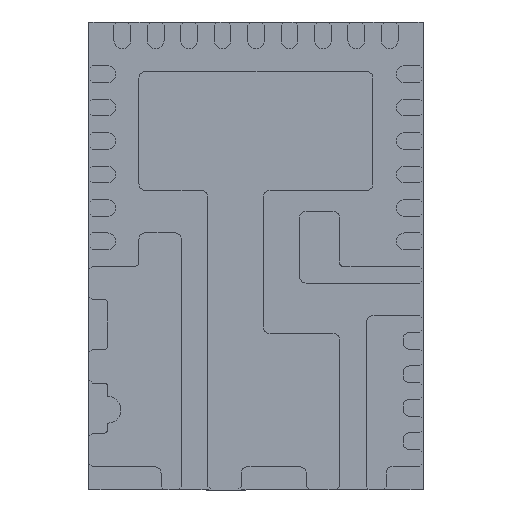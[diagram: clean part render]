
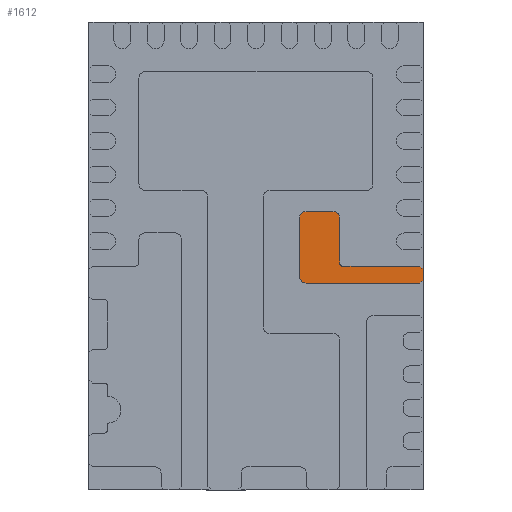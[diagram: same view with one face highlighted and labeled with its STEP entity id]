
A CAD part, front view. The second image highlights one B-rep face of the part: STEP entity #1612.
In plain terms, the highlighted planar face has unit normal (0, -1, 0).
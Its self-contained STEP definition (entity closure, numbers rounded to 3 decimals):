
#419 = ORIENTED_EDGE ( 'NONE', *, *, #12034, .F. ) ;
#504 = ORIENTED_EDGE ( 'NONE', *, *, #7068, .F. ) ;
#576 = VERTEX_POINT ( 'NONE', #14693 ) ;
#1023 = EDGE_CURVE ( 'NONE', #3262, #1441, #11676, .T. ) ;
#1198 = DIRECTION ( 'NONE',  ( 0.707, 0., -0.707 ) ) ;
#1434 = DIRECTION ( 'NONE',  ( 0., 0., 1. ) ) ;
#1441 = VERTEX_POINT ( 'NONE', #6038 ) ;
#1612 = ADVANCED_FACE ( 'NONE', ( #16553 ), #6852, .F. ) ;
#1987 = CARTESIAN_POINT ( 'NONE',  ( 1.3, 0., -0.155 ) ) ;
#2988 = CARTESIAN_POINT ( 'NONE',  ( 2.5, 0., -0.18 ) ) ;
#3262 = VERTEX_POINT ( 'NONE', #8876 ) ;
#3277 = EDGE_CURVE ( 'NONE', #12557, #15794, #13181, .T. ) ;
#3298 = DIRECTION ( 'NONE',  ( 0., 0., 1. ) ) ;
#3304 = DIRECTION ( 'NONE',  ( 0., -1., 0. ) ) ;
#3330 = LINE ( 'NONE', #5852, #5245 ) ;
#3482 = DIRECTION ( 'NONE',  ( -1., 0., 0. ) ) ;
#3499 = VERTEX_POINT ( 'NONE', #6283 ) ;
#3530 = CARTESIAN_POINT ( 'NONE',  ( 1.3, 0., -0.105 ) ) ;
#3613 = ORIENTED_EDGE ( 'NONE', *, *, #17300, .F. ) ;
#3621 = AXIS2_PLACEMENT_3D ( 'NONE', #10221, #20729, #1434 ) ;
#3651 = VERTEX_POINT ( 'NONE', #20458 ) ;
#3916 = LINE ( 'NONE', #11677, #17311 ) ;
#4474 = CARTESIAN_POINT ( 'NONE',  ( 0.65, 0., -0.305 ) ) ;
#4516 = ORIENTED_EDGE ( 'NONE', *, *, #16238, .F. ) ;
#4544 = ORIENTED_EDGE ( 'NONE', *, *, #3277, .F. ) ;
#4563 = VECTOR ( 'NONE', #14443, 1000. ) ;
#5129 = CARTESIAN_POINT ( 'NONE',  ( 2.475, 0., -0.18 ) ) ;
#5245 = VECTOR ( 'NONE', #19969, 1000. ) ;
#5524 = EDGE_CURVE ( 'NONE', #1441, #3651, #20435, .T. ) ;
#5834 = DIRECTION ( 'NONE',  ( 0., 0., 1. ) ) ;
#5852 = CARTESIAN_POINT ( 'NONE',  ( 2.475, 0., -0.18 ) ) ;
#5912 = CIRCLE ( 'NONE', #12401, 0.1 ) ;
#6038 = CARTESIAN_POINT ( 'NONE',  ( 2.475, 0., -0.38 ) ) ;
#6059 = CARTESIAN_POINT ( 'NONE',  ( 0.65, 0., 0.565 ) ) ;
#6185 = ORIENTED_EDGE ( 'NONE', *, *, #10178, .F. ) ;
#6198 = AXIS2_PLACEMENT_3D ( 'NONE', #3530, #3304, #15537 ) ;
#6283 = CARTESIAN_POINT ( 'NONE',  ( 1.25, 0., 0.565 ) ) ;
#6421 = VECTOR ( 'NONE', #12845, 1000. ) ;
#6459 = DIRECTION ( 'NONE',  ( 0., 0., 1. ) ) ;
#6852 = PLANE ( 'NONE',  #3621 ) ;
#7068 = EDGE_CURVE ( 'NONE', #3499, #20182, #20069, .T. ) ;
#7347 = VECTOR ( 'NONE', #12229, 1000. ) ;
#7773 = VECTOR ( 'NONE', #3482, 1000. ) ;
#8044 = CARTESIAN_POINT ( 'NONE',  ( 2.45, 0., -0.155 ) ) ;
#8262 = ORIENTED_EDGE ( 'NONE', *, *, #1023, .F. ) ;
#8321 = LINE ( 'NONE', #15488, #7773 ) ;
#8367 = CARTESIAN_POINT ( 'NONE',  ( 0.75, 0., -0.305 ) ) ;
#8610 = ORIENTED_EDGE ( 'NONE', *, *, #19906, .F. ) ;
#8638 = CARTESIAN_POINT ( 'NONE',  ( 1.15, 0., 0.565 ) ) ;
#8767 = LINE ( 'NONE', #1987, #10158 ) ;
#8876 = CARTESIAN_POINT ( 'NONE',  ( 2.5, 0., -0.38 ) ) ;
#9036 = VERTEX_POINT ( 'NONE', #2988 ) ;
#10158 = VECTOR ( 'NONE', #19320, 1000. ) ;
#10178 = EDGE_CURVE ( 'NONE', #576, #17234, #12327, .T. ) ;
#10221 = CARTESIAN_POINT ( 'NONE',  ( 0.75, 0., -0.305 ) ) ;
#10282 = LINE ( 'NONE', #22388, #12209 ) ;
#10331 = DIRECTION ( 'NONE',  ( 0., 1., 0. ) ) ;
#10670 = CARTESIAN_POINT ( 'NONE',  ( 2.475, 0., -0.38 ) ) ;
#11287 = VERTEX_POINT ( 'NONE', #5129 ) ;
#11466 = CARTESIAN_POINT ( 'NONE',  ( 1.25, 0., -0.105 ) ) ;
#11676 = LINE ( 'NONE', #16036, #4563 ) ;
#11677 = CARTESIAN_POINT ( 'NONE',  ( 2.45, 0., -0.155 ) ) ;
#11870 = CARTESIAN_POINT ( 'NONE',  ( 0.75, 0., 0.665 ) ) ;
#11980 = DIRECTION ( 'NONE',  ( 0., 0., -1. ) ) ;
#12034 = EDGE_CURVE ( 'NONE', #3651, #576, #8321, .T. ) ;
#12205 = VECTOR ( 'NONE', #20961, 1000. ) ;
#12209 = VECTOR ( 'NONE', #11980, 1000. ) ;
#12229 = DIRECTION ( 'NONE',  ( -0.707, 0., -0.707 ) ) ;
#12255 = ORIENTED_EDGE ( 'NONE', *, *, #13691, .F. ) ;
#12327 = CIRCLE ( 'NONE', #13594, 0.1 ) ;
#12401 = AXIS2_PLACEMENT_3D ( 'NONE', #8638, #10331, #3298 ) ;
#12471 = CARTESIAN_POINT ( 'NONE',  ( 0.75, 0., 0.665 ) ) ;
#12557 = VERTEX_POINT ( 'NONE', #6059 ) ;
#12733 = AXIS2_PLACEMENT_3D ( 'NONE', #14325, #13016, #5834 ) ;
#12845 = DIRECTION ( 'NONE',  ( 0., 0., -1. ) ) ;
#12847 = CARTESIAN_POINT ( 'NONE',  ( 1.15, 0., 0.665 ) ) ;
#13016 = DIRECTION ( 'NONE',  ( 0., 1., 0. ) ) ;
#13046 = VERTEX_POINT ( 'NONE', #12847 ) ;
#13181 = CIRCLE ( 'NONE', #12733, 0.1 ) ;
#13284 = LINE ( 'NONE', #11870, #17917 ) ;
#13525 = CARTESIAN_POINT ( 'NONE',  ( 1.3, 0., -0.155 ) ) ;
#13594 = AXIS2_PLACEMENT_3D ( 'NONE', #8367, #20710, #6459 ) ;
#13654 = CIRCLE ( 'NONE', #6198, 0.05 ) ;
#13691 = EDGE_CURVE ( 'NONE', #11287, #9036, #3330, .T. ) ;
#14204 = ORIENTED_EDGE ( 'NONE', *, *, #17434, .F. ) ;
#14325 = CARTESIAN_POINT ( 'NONE',  ( 0.75, 0., 0.565 ) ) ;
#14443 = DIRECTION ( 'NONE',  ( -1., 0., 0. ) ) ;
#14693 = CARTESIAN_POINT ( 'NONE',  ( 0.75, 0., -0.405 ) ) ;
#15388 = EDGE_LOOP ( 'NONE', ( #8262, #15611, #12255, #22151, #8610, #15739, #504, #14204, #3613, #4544, #4516, #6185, #419, #15786 ) ) ;
#15488 = CARTESIAN_POINT ( 'NONE',  ( 2.45, 0., -0.405 ) ) ;
#15537 = DIRECTION ( 'NONE',  ( 0., 0., 1. ) ) ;
#15555 = VERTEX_POINT ( 'NONE', #8044 ) ;
#15611 = ORIENTED_EDGE ( 'NONE', *, *, #16808, .F. ) ;
#15739 = ORIENTED_EDGE ( 'NONE', *, *, #20944, .F. ) ;
#15786 = ORIENTED_EDGE ( 'NONE', *, *, #5524, .F. ) ;
#15794 = VERTEX_POINT ( 'NONE', #12471 ) ;
#16028 = LINE ( 'NONE', #20880, #12205 ) ;
#16036 = CARTESIAN_POINT ( 'NONE',  ( 2.5, 0., -0.38 ) ) ;
#16238 = EDGE_CURVE ( 'NONE', #17234, #12557, #16028, .T. ) ;
#16553 = FACE_OUTER_BOUND ( 'NONE', #15388, .T. ) ;
#16808 = EDGE_CURVE ( 'NONE', #9036, #3262, #10282, .T. ) ;
#17234 = VERTEX_POINT ( 'NONE', #4474 ) ;
#17300 = EDGE_CURVE ( 'NONE', #15794, #13046, #13284, .T. ) ;
#17311 = VECTOR ( 'NONE', #1198, 1000. ) ;
#17434 = EDGE_CURVE ( 'NONE', #13046, #3499, #5912, .T. ) ;
#17917 = VECTOR ( 'NONE', #22141, 1000. ) ;
#17953 = CARTESIAN_POINT ( 'NONE',  ( 1.25, 0., 0.565 ) ) ;
#18484 = VERTEX_POINT ( 'NONE', #13525 ) ;
#19102 = EDGE_CURVE ( 'NONE', #15555, #11287, #3916, .T. ) ;
#19320 = DIRECTION ( 'NONE',  ( 1., 0., 0. ) ) ;
#19906 = EDGE_CURVE ( 'NONE', #18484, #15555, #8767, .T. ) ;
#19969 = DIRECTION ( 'NONE',  ( 1., 0., 0. ) ) ;
#20069 = LINE ( 'NONE', #17953, #6421 ) ;
#20182 = VERTEX_POINT ( 'NONE', #11466 ) ;
#20435 = LINE ( 'NONE', #10670, #7347 ) ;
#20458 = CARTESIAN_POINT ( 'NONE',  ( 2.45, 0., -0.405 ) ) ;
#20710 = DIRECTION ( 'NONE',  ( 0., 1., 0. ) ) ;
#20729 = DIRECTION ( 'NONE',  ( 0., 1., 0. ) ) ;
#20880 = CARTESIAN_POINT ( 'NONE',  ( 0.65, 0., -0.305 ) ) ;
#20944 = EDGE_CURVE ( 'NONE', #20182, #18484, #13654, .T. ) ;
#20961 = DIRECTION ( 'NONE',  ( 0., 0., 1. ) ) ;
#22141 = DIRECTION ( 'NONE',  ( 1., 0., 0. ) ) ;
#22151 = ORIENTED_EDGE ( 'NONE', *, *, #19102, .F. ) ;
#22388 = CARTESIAN_POINT ( 'NONE',  ( 2.5, 0., -0.18 ) ) ;
